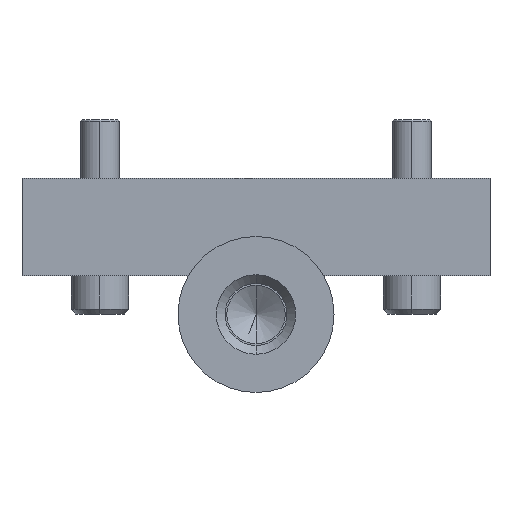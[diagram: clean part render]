
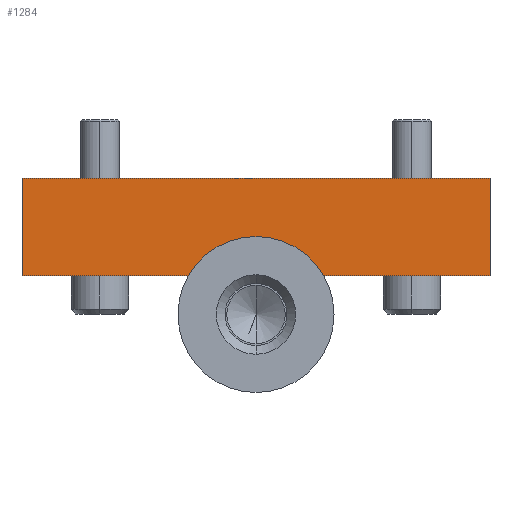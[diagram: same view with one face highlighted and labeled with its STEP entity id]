
A CAD part, left-side view. The second image highlights one B-rep face of the part: STEP entity #1284.
In plain terms, the highlighted planar face has unit normal (-1, 0, 0).
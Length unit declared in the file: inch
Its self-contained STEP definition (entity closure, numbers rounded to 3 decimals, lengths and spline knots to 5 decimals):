
#19 = FACE_OUTER_BOUND ( 'NONE', #1717, .T. ) ;
#63 = CARTESIAN_POINT ( 'NONE',  ( 0., 0., 0.625 ) ) ;
#94 = DIRECTION ( 'NONE',  ( 0., 0., -1. ) ) ;
#395 = VECTOR ( 'NONE', #1266, 39.37008 ) ;
#769 = CARTESIAN_POINT ( 'NONE',  ( 0., 3., 0. ) ) ;
#818 = VERTEX_POINT ( 'NONE', #769 ) ;
#927 = EDGE_CURVE ( 'NONE', #2735, #1704, #1968, .T. ) ;
#943 = DIRECTION ( 'NONE',  ( 0., -1., 0. ) ) ;
#955 = ORIENTED_EDGE ( 'NONE', *, *, #2851, .T. ) ;
#1038 = LINE ( 'NONE', #1653, #395 ) ;
#1140 = ORIENTED_EDGE ( 'NONE', *, *, #1618, .T. ) ;
#1167 = CARTESIAN_POINT ( 'NONE',  ( 0., 0., 0. ) ) ;
#1182 = LINE ( 'NONE', #1167, #2284 ) ;
#1266 = DIRECTION ( 'NONE',  ( 0., 0., -1. ) ) ;
#1276 = VECTOR ( 'NONE', #1690, 39.37008 ) ;
#1284 = ADVANCED_FACE ( 'NONE', ( #19 ), #2481, .F. ) ;
#1336 = VERTEX_POINT ( 'NONE', #2902 ) ;
#1479 = CARTESIAN_POINT ( 'NONE',  ( 0., 0., 0. ) ) ;
#1526 = DIRECTION ( 'NONE',  ( 0., -1., 0. ) ) ;
#1605 = ORIENTED_EDGE ( 'NONE', *, *, #927, .F. ) ;
#1618 = EDGE_CURVE ( 'NONE', #1336, #818, #1038, .T. ) ;
#1653 = CARTESIAN_POINT ( 'NONE',  ( 0., 3., 0.625 ) ) ;
#1665 = ORIENTED_EDGE ( 'NONE', *, *, #2034, .F. ) ;
#1690 = DIRECTION ( 'NONE',  ( 0., 0., -1. ) ) ;
#1704 = VERTEX_POINT ( 'NONE', #1479 ) ;
#1717 = EDGE_LOOP ( 'NONE', ( #955, #1605, #1665, #1140 ) ) ;
#1775 = DIRECTION ( 'NONE',  ( 1., 0., 0. ) ) ;
#1968 = LINE ( 'NONE', #2145, #1276 ) ;
#2034 = EDGE_CURVE ( 'NONE', #1336, #2735, #2870, .T. ) ;
#2098 = VECTOR ( 'NONE', #1526, 39.37008 ) ;
#2145 = CARTESIAN_POINT ( 'NONE',  ( 0., 0., 0.625 ) ) ;
#2238 = CARTESIAN_POINT ( 'NONE',  ( 0., 0., 0.625 ) ) ;
#2284 = VECTOR ( 'NONE', #943, 39.37008 ) ;
#2481 = PLANE ( 'NONE',  #2730 ) ;
#2730 = AXIS2_PLACEMENT_3D ( 'NONE', #2238, #1775, #94 ) ;
#2735 = VERTEX_POINT ( 'NONE', #3042 ) ;
#2851 = EDGE_CURVE ( 'NONE', #818, #1704, #1182, .T. ) ;
#2870 = LINE ( 'NONE', #63, #2098 ) ;
#2902 = CARTESIAN_POINT ( 'NONE',  ( 0., 3., 0.625 ) ) ;
#3042 = CARTESIAN_POINT ( 'NONE',  ( 0., 0., 0.625 ) ) ;
